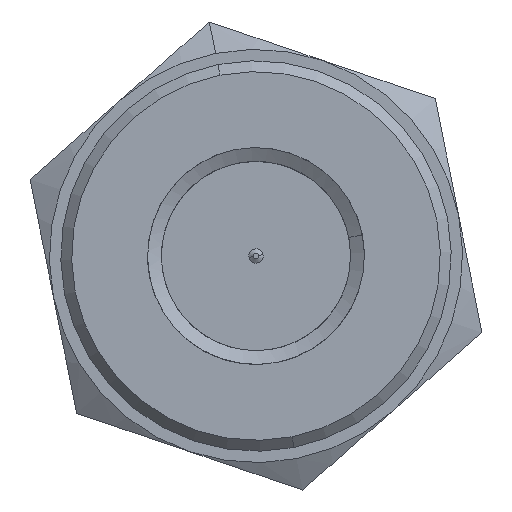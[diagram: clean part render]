
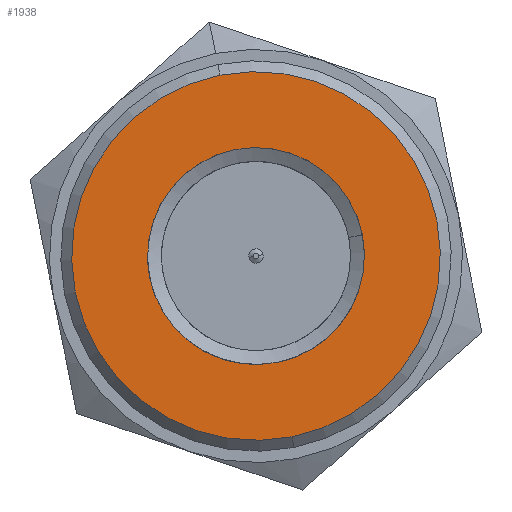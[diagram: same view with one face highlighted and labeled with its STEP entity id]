
A CAD part, front view. The second image highlights one B-rep face of the part: STEP entity #1938.
In plain terms, the highlighted face is planar.
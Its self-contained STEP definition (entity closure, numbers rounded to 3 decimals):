
#118 = CARTESIAN_POINT ( 'NONE',  ( -6., 0., 0. ) ) ;
#130 = DIRECTION ( 'NONE',  ( 0., -1., 0. ) ) ;
#244 = DIRECTION ( 'NONE',  ( -1., 0., 0. ) ) ;
#253 = ORIENTED_EDGE ( 'NONE', *, *, #3174, .T. ) ;
#365 = CARTESIAN_POINT ( 'NONE',  ( -6., 0., 0. ) ) ;
#418 = CARTESIAN_POINT ( 'NONE',  ( -6., -2.54, 0. ) ) ;
#460 = EDGE_CURVE ( 'NONE', #4456, #1681, #5349, .T. ) ;
#721 = AXIS2_PLACEMENT_3D ( 'NONE', #5135, #3392, #4765 ) ;
#1149 = VERTEX_POINT ( 'NONE', #4683 ) ;
#1326 = ORIENTED_EDGE ( 'NONE', *, *, #5573, .F. ) ;
#1587 = CIRCLE ( 'NONE', #5615, 4.318 ) ;
#1605 = DIRECTION ( 'NONE',  ( 0., 1., 0. ) ) ;
#1626 = PLANE ( 'NONE',  #721 ) ;
#1681 = VERTEX_POINT ( 'NONE', #3631 ) ;
#1886 = DIRECTION ( 'NONE',  ( -1., 0., 0. ) ) ;
#1938 = ADVANCED_FACE ( 'NONE', ( #3295, #4648 ), #1626, .F. ) ;
#2093 = CARTESIAN_POINT ( 'NONE',  ( -6., 0., 0. ) ) ;
#2178 = VERTEX_POINT ( 'NONE', #2528 ) ;
#2182 = EDGE_LOOP ( 'NONE', ( #253, #4060 ) ) ;
#2308 = VERTEX_POINT ( 'NONE', #418 ) ;
#2389 = DIRECTION ( 'NONE',  ( -1., 0., 0. ) ) ;
#2450 = DIRECTION ( 'NONE',  ( 0., -1., 0. ) ) ;
#2528 = CARTESIAN_POINT ( 'NONE',  ( -6., -4.318, 0. ) ) ;
#2691 = AXIS2_PLACEMENT_3D ( 'NONE', #118, #1886, #3279 ) ;
#2835 = CARTESIAN_POINT ( 'NONE',  ( -6., 0., 0. ) ) ;
#2892 = EDGE_LOOP ( 'NONE', ( #5517, #2925, #1326 ) ) ;
#2925 = ORIENTED_EDGE ( 'NONE', *, *, #460, .F. ) ;
#3088 = CIRCLE ( 'NONE', #5816, 2.54 ) ;
#3174 = EDGE_CURVE ( 'NONE', #1149, #2178, #1587, .T. ) ;
#3279 = DIRECTION ( 'NONE',  ( 0., 1., 0. ) ) ;
#3295 = FACE_BOUND ( 'NONE', #2892, .T. ) ;
#3392 = DIRECTION ( 'NONE',  ( 1., 0., 0. ) ) ;
#3518 = DIRECTION ( 'NONE',  ( -1., 0., 0. ) ) ;
#3631 = CARTESIAN_POINT ( 'NONE',  ( -6., 0., -2.54 ) ) ;
#3900 = EDGE_CURVE ( 'NONE', #2178, #1149, #4490, .T. ) ;
#4060 = ORIENTED_EDGE ( 'NONE', *, *, #3900, .T. ) ;
#4108 = CARTESIAN_POINT ( 'NONE',  ( -6., 2.54, 0. ) ) ;
#4454 = DIRECTION ( 'NONE',  ( 0., -1., 0. ) ) ;
#4456 = VERTEX_POINT ( 'NONE', #4108 ) ;
#4490 = CIRCLE ( 'NONE', #2691, 4.318 ) ;
#4648 = FACE_OUTER_BOUND ( 'NONE', #2182, .T. ) ;
#4683 = CARTESIAN_POINT ( 'NONE',  ( -6., 4.318, 0. ) ) ;
#4700 = CIRCLE ( 'NONE', #5537, 2.54 ) ;
#4702 = DIRECTION ( 'NONE',  ( -1., 0., 0. ) ) ;
#4765 = DIRECTION ( 'NONE',  ( 0., 1., 0. ) ) ;
#5059 = AXIS2_PLACEMENT_3D ( 'NONE', #5574, #4702, #2450 ) ;
#5135 = CARTESIAN_POINT ( 'NONE',  ( -6., 0., 0. ) ) ;
#5323 = EDGE_CURVE ( 'NONE', #1681, #2308, #4700, .T. ) ;
#5349 = CIRCLE ( 'NONE', #5059, 2.54 ) ;
#5517 = ORIENTED_EDGE ( 'NONE', *, *, #5323, .F. ) ;
#5537 = AXIS2_PLACEMENT_3D ( 'NONE', #365, #3518, #4454 ) ;
#5573 = EDGE_CURVE ( 'NONE', #2308, #4456, #3088, .T. ) ;
#5574 = CARTESIAN_POINT ( 'NONE',  ( -6., 0., 0. ) ) ;
#5615 = AXIS2_PLACEMENT_3D ( 'NONE', #2093, #244, #1605 ) ;
#5816 = AXIS2_PLACEMENT_3D ( 'NONE', #2835, #2389, #130 ) ;
